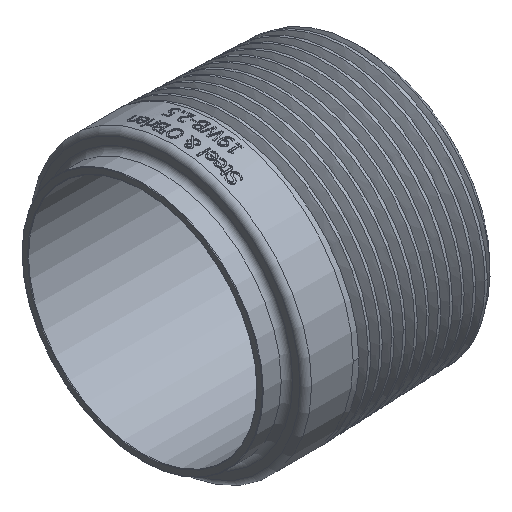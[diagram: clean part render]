
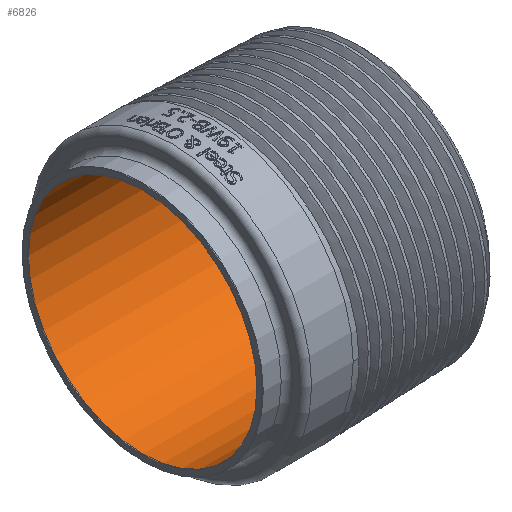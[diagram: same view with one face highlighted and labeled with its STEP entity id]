
A CAD part, isometric view. The second image highlights one B-rep face of the part: STEP entity #6826.
In plain terms, the highlighted cylindrical face has radius 30.099 mm (diameter 60.198 mm), a full revolution.
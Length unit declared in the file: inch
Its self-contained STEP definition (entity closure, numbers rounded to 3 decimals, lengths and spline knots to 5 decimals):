
#116=CYLINDRICAL_SURFACE('',#7214,1.185);
#828=FACE_OUTER_BOUND('',#1237,.T.);
#1237=EDGE_LOOP('',(#6389,#6390,#6391,#6392,#6393,#6394,#6395,#6396));
#1389=CIRCLE('',#7210,1.185);
#1390=CIRCLE('',#7211,1.185);
#1392=CIRCLE('',#7213,1.185);
#1393=CIRCLE('',#7215,1.185);
#1394=CIRCLE('',#7216,1.185);
#1395=CIRCLE('',#7217,1.185);
#2242=LINE('',#19027,#2687);
#2687=VECTOR('',#8409,1.185);
#3354=VERTEX_POINT('',#19018);
#3355=VERTEX_POINT('',#19019);
#3356=VERTEX_POINT('',#19021);
#3357=VERTEX_POINT('',#19026);
#3358=VERTEX_POINT('',#19028);
#3359=VERTEX_POINT('',#19030);
#4371=EDGE_CURVE('',#3354,#3355,#1389,.T.);
#4372=EDGE_CURVE('',#3355,#3356,#1390,.T.);
#4374=EDGE_CURVE('',#3356,#3354,#1392,.T.);
#4375=EDGE_CURVE('',#3355,#3357,#2242,.T.);
#4376=EDGE_CURVE('',#3358,#3357,#1393,.T.);
#4377=EDGE_CURVE('',#3359,#3358,#1394,.T.);
#4378=EDGE_CURVE('',#3357,#3359,#1395,.T.);
#6389=ORIENTED_EDGE('',*,*,#4371,.F.);
#6390=ORIENTED_EDGE('',*,*,#4374,.F.);
#6391=ORIENTED_EDGE('',*,*,#4372,.F.);
#6392=ORIENTED_EDGE('',*,*,#4375,.T.);
#6393=ORIENTED_EDGE('',*,*,#4376,.F.);
#6394=ORIENTED_EDGE('',*,*,#4377,.F.);
#6395=ORIENTED_EDGE('',*,*,#4378,.F.);
#6396=ORIENTED_EDGE('',*,*,#4375,.F.);
#6826=ADVANCED_FACE('',(#828),#116,.F.);
#7210=AXIS2_PLACEMENT_3D('',#19020,#8399,#8400);
#7211=AXIS2_PLACEMENT_3D('',#19022,#8401,#8402);
#7213=AXIS2_PLACEMENT_3D('',#19024,#8405,#8406);
#7214=AXIS2_PLACEMENT_3D('',#19025,#8407,#8408);
#7215=AXIS2_PLACEMENT_3D('',#19029,#8410,#8411);
#7216=AXIS2_PLACEMENT_3D('',#19031,#8412,#8413);
#7217=AXIS2_PLACEMENT_3D('',#19032,#8414,#8415);
#8399=DIRECTION('center_axis',(-1.,0.,0.));
#8400=DIRECTION('ref_axis',(0.,-1.,0.));
#8401=DIRECTION('center_axis',(-1.,0.,0.));
#8402=DIRECTION('ref_axis',(0.,-1.,0.));
#8405=DIRECTION('center_axis',(-1.,0.,0.));
#8406=DIRECTION('ref_axis',(0.,-1.,0.));
#8407=DIRECTION('center_axis',(1.,0.,0.));
#8408=DIRECTION('ref_axis',(0.,1.,0.));
#8409=DIRECTION('',(-1.,0.,0.));
#8410=DIRECTION('center_axis',(1.,0.,0.));
#8411=DIRECTION('ref_axis',(0.,-1.,0.));
#8412=DIRECTION('center_axis',(1.,0.,0.));
#8413=DIRECTION('ref_axis',(0.,-1.,0.));
#8414=DIRECTION('center_axis',(1.,0.,0.));
#8415=DIRECTION('ref_axis',(0.,-1.,0.));
#19018=CARTESIAN_POINT('',(2.282,1.185,0.));
#19019=CARTESIAN_POINT('',(2.282,-1.185,0.));
#19020=CARTESIAN_POINT('Origin',(2.282,0.,0.));
#19021=CARTESIAN_POINT('',(2.282,0.,1.185));
#19022=CARTESIAN_POINT('Origin',(2.282,0.,0.));
#19024=CARTESIAN_POINT('Origin',(2.282,0.,0.));
#19025=CARTESIAN_POINT('Origin',(0.721,0.,0.));
#19026=CARTESIAN_POINT('',(0.005,-1.185,0.));
#19027=CARTESIAN_POINT('',(0.721,-1.185,0.));
#19028=CARTESIAN_POINT('',(0.005,0.,1.185));
#19029=CARTESIAN_POINT('Origin',(0.005,0.,0.));
#19030=CARTESIAN_POINT('',(0.005,1.185,0.));
#19031=CARTESIAN_POINT('Origin',(0.005,0.,0.));
#19032=CARTESIAN_POINT('Origin',(0.005,0.,0.));
